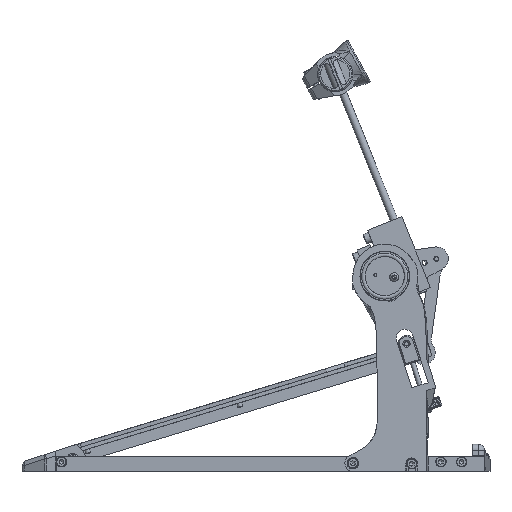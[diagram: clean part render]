
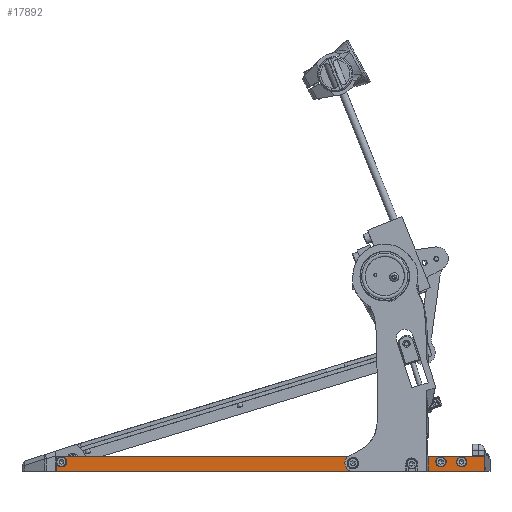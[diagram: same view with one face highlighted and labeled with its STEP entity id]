
A CAD part, front view. The second image highlights one B-rep face of the part: STEP entity #17892.
In plain terms, the highlighted planar face has unit normal (-0.072, -0.997, 0).
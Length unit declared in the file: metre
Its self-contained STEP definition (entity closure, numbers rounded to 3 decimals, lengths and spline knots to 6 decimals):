
#1558=CIRCLE('',#20047,0.00275);
#1559=CIRCLE('',#20048,0.00275);
#1560=CIRCLE('',#20049,0.0021);
#1561=CIRCLE('',#20050,0.0021);
#1562=CIRCLE('',#20051,0.00275);
#5108=ORIENTED_EDGE('',*,*,#8820,.F.);
#5109=ORIENTED_EDGE('',*,*,#8821,.F.);
#5110=ORIENTED_EDGE('',*,*,#8822,.F.);
#5111=ORIENTED_EDGE('',*,*,#8823,.F.);
#5112=ORIENTED_EDGE('',*,*,#8824,.F.);
#5113=ORIENTED_EDGE('',*,*,#8825,.F.);
#5114=ORIENTED_EDGE('',*,*,#8826,.T.);
#5115=ORIENTED_EDGE('',*,*,#8827,.T.);
#5116=ORIENTED_EDGE('',*,*,#8828,.F.);
#8820=EDGE_CURVE('',#10934,#10934,#1558,.T.);
#8821=EDGE_CURVE('',#10935,#10935,#1559,.T.);
#8822=EDGE_CURVE('',#10936,#10936,#1560,.F.);
#8823=EDGE_CURVE('',#10937,#10937,#1561,.F.);
#8824=EDGE_CURVE('',#10938,#10938,#1562,.T.);
#8825=EDGE_CURVE('',#10939,#10940,#12320,.T.);
#8826=EDGE_CURVE('',#10939,#10941,#12321,.T.);
#8827=EDGE_CURVE('',#10941,#10942,#12322,.T.);
#8828=EDGE_CURVE('',#10940,#10942,#12323,.T.);
#10934=VERTEX_POINT('',#30107);
#10935=VERTEX_POINT('',#30109);
#10936=VERTEX_POINT('',#30111);
#10937=VERTEX_POINT('',#30113);
#10938=VERTEX_POINT('',#30115);
#10939=VERTEX_POINT('',#30117);
#10940=VERTEX_POINT('',#30118);
#10941=VERTEX_POINT('',#30120);
#10942=VERTEX_POINT('',#30122);
#12320=LINE('',#30116,#13491);
#12321=LINE('',#30119,#13492);
#12322=LINE('',#30121,#13493);
#12323=LINE('',#30123,#13494);
#13491=VECTOR('',#24232,1.);
#13492=VECTOR('',#24233,1.);
#13493=VECTOR('',#24234,1.);
#13494=VECTOR('',#24235,1.);
#14866=EDGE_LOOP('',(#5108));
#14867=EDGE_LOOP('',(#5109));
#14868=EDGE_LOOP('',(#5110));
#14869=EDGE_LOOP('',(#5111));
#14870=EDGE_LOOP('',(#5112));
#14871=EDGE_LOOP('',(#5113,#5114,#5115,#5116));
#16311=FACE_BOUND('',#14866,.T.);
#16312=FACE_BOUND('',#14867,.T.);
#16313=FACE_BOUND('',#14868,.T.);
#16314=FACE_BOUND('',#14869,.T.);
#16315=FACE_BOUND('',#14870,.T.);
#16316=FACE_BOUND('',#14871,.T.);
#17156=PLANE('',#20046);
#17892=ADVANCED_FACE('',(#16311,#16312,#16313,#16314,#16315,#16316),#17156,
 .F.);
#20046=AXIS2_PLACEMENT_3D('',#30105,#24220,#24221);
#20047=AXIS2_PLACEMENT_3D('',#30106,#24222,#24223);
#20048=AXIS2_PLACEMENT_3D('',#30108,#24224,#24225);
#20049=AXIS2_PLACEMENT_3D('',#30110,#24226,#24227);
#20050=AXIS2_PLACEMENT_3D('',#30112,#24228,#24229);
#20051=AXIS2_PLACEMENT_3D('',#30114,#24230,#24231);
#24220=DIRECTION('',(0.072,0.997,0.));
#24221=DIRECTION('',(-0.997,0.072,0.));
#24222=DIRECTION('',(-0.072,-0.997,0.));
#24223=DIRECTION('',(0.997,-0.072,0.));
#24224=DIRECTION('',(-0.072,-0.997,0.));
#24225=DIRECTION('',(0.997,-0.072,0.));
#24226=DIRECTION('',(0.072,0.997,0.));
#24227=DIRECTION('',(-0.997,0.072,0.));
#24228=DIRECTION('',(0.072,0.997,0.));
#24229=DIRECTION('',(-0.997,0.072,0.));
#24230=DIRECTION('',(-0.072,-0.997,0.));
#24231=DIRECTION('',(0.997,-0.072,0.));
#24232=DIRECTION('',(0.,0.,1.));
#24233=DIRECTION('',(0.997,-0.072,0.));
#24234=DIRECTION('',(0.,0.,1.));
#24235=DIRECTION('',(0.997,-0.072,0.));
#30105=CARTESIAN_POINT('',(-0.277841,-0.043007,0.00635));
#30106=CARTESIAN_POINT('',(0.065254,-0.067653,0.007938));
#30107=CARTESIAN_POINT('',(0.067997,-0.06785,0.007938));
#30108=CARTESIAN_POINT('',(0.04766,-0.066389,0.007938));
#30109=CARTESIAN_POINT('',(0.050403,-0.066587,0.007938));
#30110=CARTESIAN_POINT('',(0.02423,-0.064706,0.00635));
#30111=CARTESIAN_POINT('',(0.022135,-0.064556,0.00635));
#30112=CARTESIAN_POINT('',(-0.025134,-0.06116,0.006806));
#30113=CARTESIAN_POINT('',(-0.027229,-0.06101,0.006806));
#30114=CARTESIAN_POINT('',(-0.273088,-0.043348,0.007938));
#30115=CARTESIAN_POINT('',(-0.270345,-0.043545,0.007938));
#30116=CARTESIAN_POINT('',(-0.277839,-0.043007,0.00635));
#30117=CARTESIAN_POINT('',(-0.277839,-0.043007,0.));
#30118=CARTESIAN_POINT('',(-0.277839,-0.043007,0.0127));
#30119=CARTESIAN_POINT('',(-0.277841,-0.043007,0.));
#30120=CARTESIAN_POINT('',(0.084,-0.069,0.));
#30121=CARTESIAN_POINT('',(0.084,-0.069,0.00635));
#30122=CARTESIAN_POINT('',(0.084,-0.069,0.0127));
#30123=CARTESIAN_POINT('',(-0.277841,-0.043007,0.0127));
